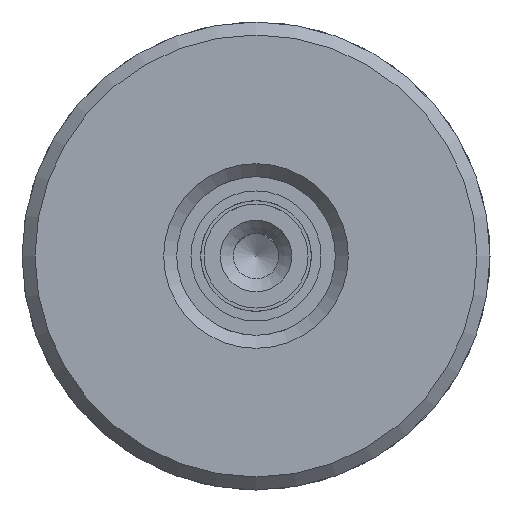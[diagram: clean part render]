
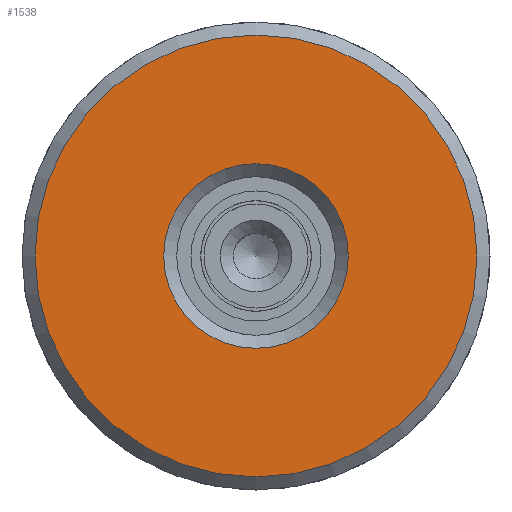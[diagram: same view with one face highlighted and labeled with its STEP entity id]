
A CAD part, left-side view. The second image highlights one B-rep face of the part: STEP entity #1538.
In plain terms, the highlighted planar face has unit normal (-1, 0, 0).
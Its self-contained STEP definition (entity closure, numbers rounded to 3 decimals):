
#403=ORIENTED_EDGE('',*,*,#764,.T.);
#404=ORIENTED_EDGE('',*,*,#767,.T.);
#764=EDGE_CURVE('',#963,#963,#1097,.T.);
#767=EDGE_CURVE('',#966,#966,#1098,.F.);
#963=VERTEX_POINT('',#3120);
#966=VERTEX_POINT('',#3140);
#1097=CIRCLE('',#2191,1.7);
#1098=CIRCLE('',#2194,0.71);
#1217=EDGE_LOOP('',(#403));
#1218=EDGE_LOOP('',(#404));
#1364=FACE_BOUND('',#1217,.T.);
#1365=FACE_BOUND('',#1218,.T.);
#1471=PLANE('',#2193);
#1538=ADVANCED_FACE('',(#1364,#1365),#1471,.T.);
#2191=AXIS2_PLACEMENT_3D('',#3119,#2519,#2520);
#2193=AXIS2_PLACEMENT_3D('',#3138,#2523,#2524);
#2194=AXIS2_PLACEMENT_3D('',#3139,#2525,#2526);
#2519=DIRECTION('',(-1.,0.,0.));
#2520=DIRECTION('',(0.,0.,1.));
#2523=DIRECTION('',(-1.,0.,0.));
#2524=DIRECTION('',(0.,0.,1.));
#2525=DIRECTION('',(-1.,0.,0.));
#2526=DIRECTION('',(0.,0.,1.));
#3119=CARTESIAN_POINT('',(0.,0.,0.));
#3120=CARTESIAN_POINT('',(0.,0.,1.7));
#3138=CARTESIAN_POINT('',(0.,0.,0.));
#3139=CARTESIAN_POINT('',(0.,0.,0.));
#3140=CARTESIAN_POINT('',(0.,0.,0.71));
